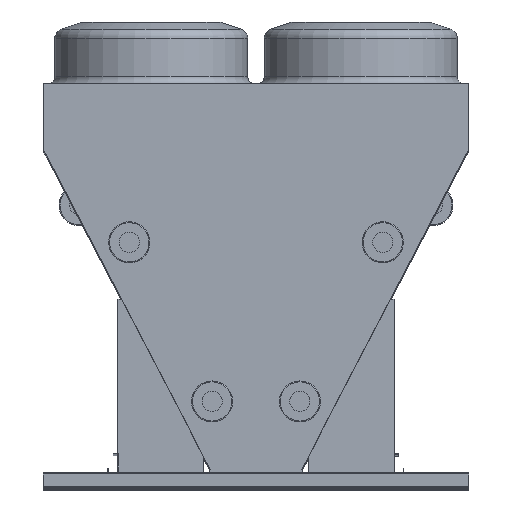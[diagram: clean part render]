
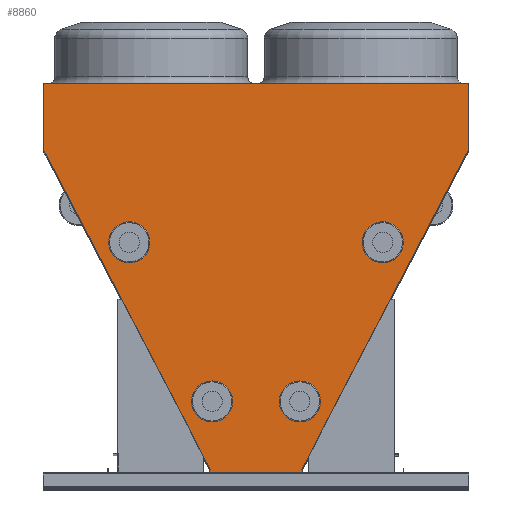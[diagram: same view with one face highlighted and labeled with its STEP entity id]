
A CAD part, top view. The second image highlights one B-rep face of the part: STEP entity #8860.
In plain terms, the highlighted planar face has unit normal (0, 0, 1).
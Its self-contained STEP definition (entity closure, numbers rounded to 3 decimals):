
#410 = ORIENTED_EDGE ( 'NONE', *, *, #9357, .T. ) ;
#480 = VECTOR ( 'NONE', #32837, 1000. ) ;
#678 = ORIENTED_EDGE ( 'NONE', *, *, #12563, .T. ) ;
#755 = DIRECTION ( 'NONE',  ( -1., 0., 0. ) ) ;
#831 = CARTESIAN_POINT ( 'NONE',  ( -246.893, 17.358, 0. ) ) ;
#1063 = VECTOR ( 'NONE', #1348, 1000. ) ;
#1348 = DIRECTION ( 'NONE',  ( 0., 1., 0. ) ) ;
#1624 = VERTEX_POINT ( 'NONE', #33300 ) ;
#1723 = CARTESIAN_POINT ( 'NONE',  ( -1136.282, 1727.462, 0. ) ) ;
#1941 = VERTEX_POINT ( 'NONE', #29158 ) ;
#2265 = VERTEX_POINT ( 'NONE', #19759 ) ;
#2350 = CARTESIAN_POINT ( 'NONE',  ( -279.893, 0., 0. ) ) ;
#3171 = VECTOR ( 'NONE', #10348, 1000. ) ;
#3843 = CARTESIAN_POINT ( 'NONE',  ( -245.403, 20.223, 0. ) ) ;
#3947 = VERTEX_POINT ( 'NONE', #25802 ) ;
#4021 = VECTOR ( 'NONE', #33030, 1000. ) ;
#4116 = FACE_OUTER_BOUND ( 'NONE', #6297, .T. ) ;
#4252 = CARTESIAN_POINT ( 'NONE',  ( 246.893, 17.358, 0. ) ) ;
#4517 = CARTESIAN_POINT ( 'NONE',  ( 0., 0., 0. ) ) ;
#4692 = EDGE_CURVE ( 'NONE', #24394, #10339, #20182, .T. ) ;
#4848 = ORIENTED_EDGE ( 'NONE', *, *, #10584, .T. ) ;
#4922 = CARTESIAN_POINT ( 'NONE',  ( -246.893, 17.358, 0. ) ) ;
#5426 = DIRECTION ( 'NONE',  ( 0.462, -0.887, 0. ) ) ;
#6057 = ORIENTED_EDGE ( 'NONE', *, *, #21176, .T. ) ;
#6229 = VECTOR ( 'NONE', #10680, 1000. ) ;
#6297 = EDGE_LOOP ( 'NONE', ( #14561, #18342, #6448, #9977, #21829, #678, #9041, #17071, #14693, #21151, #27481, #31586, #4848, #28054, #18744, #410, #30684, #6057 ) ) ;
#6448 = ORIENTED_EDGE ( 'NONE', *, *, #14131, .T. ) ;
#6737 = CARTESIAN_POINT ( 'NONE',  ( 279.893, 0., 0. ) ) ;
#7219 = VECTOR ( 'NONE', #5426, 1000. ) ;
#7400 = DIRECTION ( 'NONE',  ( 0.887, 0.462, 0. ) ) ;
#8048 = VERTEX_POINT ( 'NONE', #33598 ) ;
#8229 = EDGE_CURVE ( 'NONE', #1624, #18478, #11989, .T. ) ;
#8843 = CARTESIAN_POINT ( 'NONE',  ( 1136.15, 2083.62, 0. ) ) ;
#8860 = ADVANCED_FACE ( 'NONE', ( #4116 ), #26022, .F. ) ;
#9041 = ORIENTED_EDGE ( 'NONE', *, *, #12255, .T. ) ;
#9357 = EDGE_CURVE ( 'NONE', #2265, #24394, #32884, .T. ) ;
#9561 = AXIS2_PLACEMENT_3D ( 'NONE', #4517, #28612, #12903 ) ;
#9638 = EDGE_CURVE ( 'NONE', #20495, #2265, #28043, .T. ) ;
#9977 = ORIENTED_EDGE ( 'NONE', *, *, #13812, .T. ) ;
#10316 = EDGE_CURVE ( 'NONE', #1941, #20495, #32825, .T. ) ;
#10339 = VERTEX_POINT ( 'NONE', #13639 ) ;
#10348 = DIRECTION ( 'NONE',  ( 0., 1., 0. ) ) ;
#10435 = VERTEX_POINT ( 'NONE', #24695 ) ;
#10584 = EDGE_CURVE ( 'NONE', #8048, #1941, #22364, .T. ) ;
#10680 = DIRECTION ( 'NONE',  ( 0.462, 0.887, 0. ) ) ;
#10696 = VECTOR ( 'NONE', #24216, 1000. ) ;
#10884 = CARTESIAN_POINT ( 'NONE',  ( -1126.246, 1711.83, 0. ) ) ;
#10910 = EDGE_CURVE ( 'NONE', #21661, #8048, #22785, .T. ) ;
#11110 = LINE ( 'NONE', #16190, #32129 ) ;
#11139 = EDGE_CURVE ( 'NONE', #3947, #21661, #13626, .T. ) ;
#11257 = CARTESIAN_POINT ( 'NONE',  ( 1126.218, 1711.776, 0. ) ) ;
#11417 = EDGE_CURVE ( 'NONE', #13589, #3947, #22341, .T. ) ;
#11695 = EDGE_CURVE ( 'NONE', #15448, #12825, #12278, .T. ) ;
#11989 = LINE ( 'NONE', #12089, #25248 ) ;
#12089 = CARTESIAN_POINT ( 'NONE',  ( -1136.282, 1727.462, 0. ) ) ;
#12255 = EDGE_CURVE ( 'NONE', #10435, #15448, #33469, .T. ) ;
#12278 = LINE ( 'NONE', #30453, #4021 ) ;
#12563 = EDGE_CURVE ( 'NONE', #26655, #10435, #15165, .T. ) ;
#12773 = EDGE_CURVE ( 'NONE', #33386, #26655, #13899, .T. ) ;
#12825 = VERTEX_POINT ( 'NONE', #2350 ) ;
#12903 = DIRECTION ( 'NONE',  ( -1., 0., 0. ) ) ;
#13066 = VECTOR ( 'NONE', #32694, 1000. ) ;
#13454 = DIRECTION ( 'NONE',  ( 0.887, -0.462, 0. ) ) ;
#13589 = VERTEX_POINT ( 'NONE', #6737 ) ;
#13626 = LINE ( 'NONE', #16944, #33556 ) ;
#13639 = CARTESIAN_POINT ( 'NONE',  ( 1136.15, 2083.62, 0. ) ) ;
#13812 = EDGE_CURVE ( 'NONE', #16982, #33386, #15436, .T. ) ;
#13899 = LINE ( 'NONE', #4922, #20993 ) ;
#14131 = EDGE_CURVE ( 'NONE', #34036, #16982, #28506, .T. ) ;
#14209 = EDGE_CURVE ( 'NONE', #12825, #13589, #11110, .T. ) ;
#14561 = ORIENTED_EDGE ( 'NONE', *, *, #8229, .T. ) ;
#14590 = VECTOR ( 'NONE', #7400, 1000. ) ;
#14693 = ORIENTED_EDGE ( 'NONE', *, *, #14209, .T. ) ;
#14838 = EDGE_CURVE ( 'NONE', #18478, #34036, #17932, .T. ) ;
#15165 = LINE ( 'NONE', #831, #480 ) ;
#15436 = LINE ( 'NONE', #21721, #7219 ) ;
#15448 = VERTEX_POINT ( 'NONE', #33415 ) ;
#15491 = CARTESIAN_POINT ( 'NONE',  ( -1127.739, 1711.053, 0. ) ) ;
#16190 = CARTESIAN_POINT ( 'NONE',  ( 279.893, 0., 0. ) ) ;
#16944 = CARTESIAN_POINT ( 'NONE',  ( 279.893, 1.482, 0. ) ) ;
#16982 = VERTEX_POINT ( 'NONE', #10884 ) ;
#17071 = ORIENTED_EDGE ( 'NONE', *, *, #11695, .T. ) ;
#17216 = CARTESIAN_POINT ( 'NONE',  ( -1136.282, 2083.62, 0. ) ) ;
#17451 = VECTOR ( 'NONE', #755, 1000. ) ;
#17932 = LINE ( 'NONE', #34359, #10696 ) ;
#18009 = CARTESIAN_POINT ( 'NONE',  ( -279.893, 1.482, 0. ) ) ;
#18342 = ORIENTED_EDGE ( 'NONE', *, *, #14838, .T. ) ;
#18478 = VERTEX_POINT ( 'NONE', #1723 ) ;
#18551 = CARTESIAN_POINT ( 'NONE',  ( 279.893, 0., 0. ) ) ;
#18744 = ORIENTED_EDGE ( 'NONE', *, *, #9638, .T. ) ;
#18764 = DIRECTION ( 'NONE',  ( 1., 0., 0. ) ) ;
#18937 = VECTOR ( 'NONE', #33500, 1000. ) ;
#19633 = DIRECTION ( 'NONE',  ( -1., 0., 0. ) ) ;
#19759 = CARTESIAN_POINT ( 'NONE',  ( 1127.607, 1711.053, 0. ) ) ;
#20182 = LINE ( 'NONE', #8843, #13066 ) ;
#20193 = DIRECTION ( 'NONE',  ( 0., -1., 0. ) ) ;
#20268 = CARTESIAN_POINT ( 'NONE',  ( 246.893, 17.358, 0. ) ) ;
#20495 = VERTEX_POINT ( 'NONE', #11257 ) ;
#20993 = VECTOR ( 'NONE', #23831, 1000. ) ;
#21151 = ORIENTED_EDGE ( 'NONE', *, *, #11417, .T. ) ;
#21176 = EDGE_CURVE ( 'NONE', #10339, #1624, #25238, .T. ) ;
#21542 = VECTOR ( 'NONE', #30544, 1000. ) ;
#21661 = VERTEX_POINT ( 'NONE', #32622 ) ;
#21721 = CARTESIAN_POINT ( 'NONE',  ( -245.403, 20.223, 0. ) ) ;
#21829 = ORIENTED_EDGE ( 'NONE', *, *, #12773, .T. ) ;
#22341 = LINE ( 'NONE', #18551, #3171 ) ;
#22364 = LINE ( 'NONE', #20268, #21542 ) ;
#22785 = LINE ( 'NONE', #4252, #1063 ) ;
#23831 = DIRECTION ( 'NONE',  ( -0.461, -0.887, 0. ) ) ;
#24216 = DIRECTION ( 'NONE',  ( 0.462, -0.887, 0. ) ) ;
#24394 = VERTEX_POINT ( 'NONE', #29205 ) ;
#24695 = CARTESIAN_POINT ( 'NONE',  ( -246.893, 1.482, 0. ) ) ;
#25238 = LINE ( 'NONE', #17216, #17451 ) ;
#25248 = VECTOR ( 'NONE', #20193, 1000. ) ;
#25636 = VECTOR ( 'NONE', #13454, 1000. ) ;
#25802 = CARTESIAN_POINT ( 'NONE',  ( 279.893, 1.482, 0. ) ) ;
#26022 = PLANE ( 'NONE',  #9561 ) ;
#26045 = VECTOR ( 'NONE', #28018, 1000. ) ;
#26283 = CARTESIAN_POINT ( 'NONE',  ( -246.893, 17.358, 0. ) ) ;
#26655 = VERTEX_POINT ( 'NONE', #26283 ) ;
#26938 = CARTESIAN_POINT ( 'NONE',  ( -1127.739, 1711.053, 0. ) ) ;
#27481 = ORIENTED_EDGE ( 'NONE', *, *, #11139, .T. ) ;
#28018 = DIRECTION ( 'NONE',  ( 0.462, 0.887, 0. ) ) ;
#28043 = LINE ( 'NONE', #34222, #25636 ) ;
#28054 = ORIENTED_EDGE ( 'NONE', *, *, #10316, .T. ) ;
#28506 = LINE ( 'NONE', #15491, #14590 ) ;
#28612 = DIRECTION ( 'NONE',  ( 0., 0., -1. ) ) ;
#29158 = CARTESIAN_POINT ( 'NONE',  ( 245.39, 20.232, 0. ) ) ;
#29198 = CARTESIAN_POINT ( 'NONE',  ( 245.39, 20.232, 0. ) ) ;
#29205 = CARTESIAN_POINT ( 'NONE',  ( 1136.15, 1727.462, 0. ) ) ;
#30453 = CARTESIAN_POINT ( 'NONE',  ( -279.893, 0., 0. ) ) ;
#30544 = DIRECTION ( 'NONE',  ( -0.463, 0.886, 0. ) ) ;
#30628 = CARTESIAN_POINT ( 'NONE',  ( 1127.607, 1711.053, 0. ) ) ;
#30684 = ORIENTED_EDGE ( 'NONE', *, *, #4692, .T. ) ;
#31586 = ORIENTED_EDGE ( 'NONE', *, *, #10910, .T. ) ;
#32129 = VECTOR ( 'NONE', #18764, 1000. ) ;
#32622 = CARTESIAN_POINT ( 'NONE',  ( 246.893, 1.482, 0. ) ) ;
#32694 = DIRECTION ( 'NONE',  ( 0., 1., 0. ) ) ;
#32825 = LINE ( 'NONE', #29198, #6229 ) ;
#32837 = DIRECTION ( 'NONE',  ( 0., -1., 0. ) ) ;
#32884 = LINE ( 'NONE', #30628, #26045 ) ;
#33030 = DIRECTION ( 'NONE',  ( 0., -1., 0. ) ) ;
#33300 = CARTESIAN_POINT ( 'NONE',  ( -1136.282, 2083.62, 0. ) ) ;
#33386 = VERTEX_POINT ( 'NONE', #3843 ) ;
#33415 = CARTESIAN_POINT ( 'NONE',  ( -279.893, 1.482, 0. ) ) ;
#33469 = LINE ( 'NONE', #18009, #18937 ) ;
#33500 = DIRECTION ( 'NONE',  ( -1., 0., 0. ) ) ;
#33556 = VECTOR ( 'NONE', #19633, 1000. ) ;
#33598 = CARTESIAN_POINT ( 'NONE',  ( 246.893, 17.358, 0. ) ) ;
#34036 = VERTEX_POINT ( 'NONE', #26938 ) ;
#34222 = CARTESIAN_POINT ( 'NONE',  ( 1127.607, 1711.053, 0. ) ) ;
#34359 = CARTESIAN_POINT ( 'NONE',  ( -1127.739, 1711.053, 0. ) ) ;
